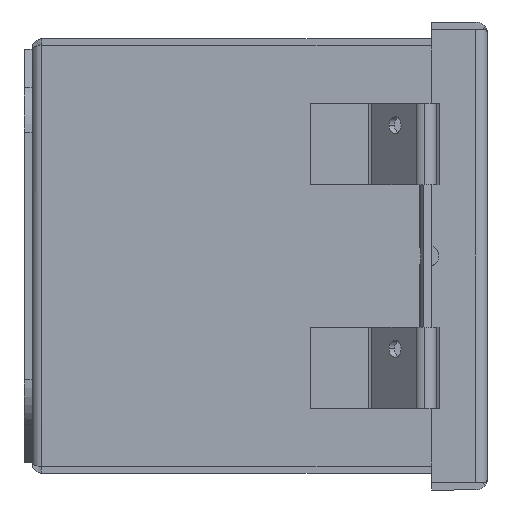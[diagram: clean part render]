
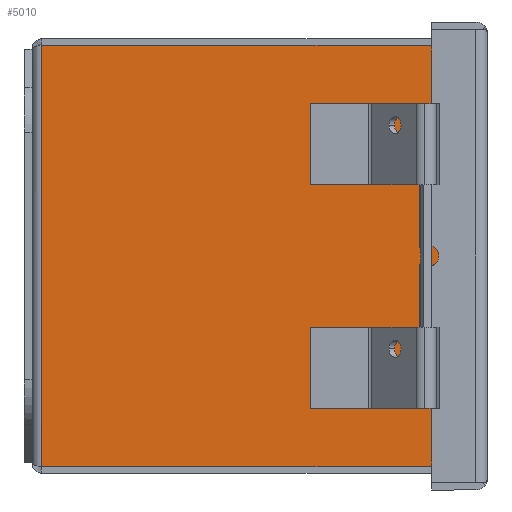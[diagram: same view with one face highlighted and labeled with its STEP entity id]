
A CAD part, front view. The second image highlights one B-rep face of the part: STEP entity #5010.
In plain terms, the highlighted face is planar.
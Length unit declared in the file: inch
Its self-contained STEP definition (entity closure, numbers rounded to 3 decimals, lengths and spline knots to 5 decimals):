
#111 = VERTEX_POINT ( 'NONE', #7021 ) ;
#682 = LINE ( 'NONE', #2781, #1596 ) ;
#911 = CIRCLE ( 'NONE', #5684, 0.188 ) ;
#1596 = VECTOR ( 'NONE', #16369, 39.37008 ) ;
#2028 = ORIENTED_EDGE ( 'NONE', *, *, #20385, .F. ) ;
#2392 = CIRCLE ( 'NONE', #10364, 0.188 ) ;
#2448 = VERTEX_POINT ( 'NONE', #10754 ) ;
#2781 = CARTESIAN_POINT ( 'NONE',  ( -1.94289, 0., -2. ) ) ;
#3221 = VECTOR ( 'NONE', #17330, 39.37008 ) ;
#4375 = VERTEX_POINT ( 'NONE', #14899 ) ;
#5010 = ADVANCED_FACE ( 'NONE', ( #17362 ), #8857, .F. ) ;
#5031 = CARTESIAN_POINT ( 'NONE',  ( -13.527, 0., -2. ) ) ;
#5684 = AXIS2_PLACEMENT_3D ( 'NONE', #17649, #5850, #21387 ) ;
#5850 = DIRECTION ( 'NONE',  ( 0., 0., 1. ) ) ;
#6030 = EDGE_CURVE ( 'NONE', #111, #20937, #9066, .T. ) ;
#6292 = DIRECTION ( 'NONE',  ( 0., 1., 0. ) ) ;
#6471 = CARTESIAN_POINT ( 'NONE',  ( 1.94289, 0., -2. ) ) ;
#6742 = VECTOR ( 'NONE', #6292, 39.37008 ) ;
#7021 = CARTESIAN_POINT ( 'NONE',  ( -1.93784, -3.914, -2. ) ) ;
#7921 = VECTOR ( 'NONE', #22089, 39.37008 ) ;
#8857 = PLANE ( 'NONE',  #22419 ) ;
#9023 = DIRECTION ( 'NONE',  ( 0., 0., 1. ) ) ;
#9025 = ORIENTED_EDGE ( 'NONE', *, *, #6030, .F. ) ;
#9066 = LINE ( 'NONE', #25031, #3221 ) ;
#9139 = CARTESIAN_POINT ( 'NONE',  ( -1.75489, -3.87074, -2. ) ) ;
#9160 = LINE ( 'NONE', #6471, #6742 ) ;
#9429 = LINE ( 'NONE', #22346, #7921 ) ;
#10005 = CARTESIAN_POINT ( 'NONE',  ( 1.94289, -0.086, -2. ) ) ;
#10364 = AXIS2_PLACEMENT_3D ( 'NONE', #9139, #13022, #24821 ) ;
#10754 = CARTESIAN_POINT ( 'NONE',  ( -1.94289, -3.87074, -2. ) ) ;
#11024 = DIRECTION ( 'NONE',  ( 1., 0., 0. ) ) ;
#13022 = DIRECTION ( 'NONE',  ( 0., 0., 1. ) ) ;
#13996 = ORIENTED_EDGE ( 'NONE', *, *, #19342, .F. ) ;
#14899 = CARTESIAN_POINT ( 'NONE',  ( 1.94289, -3.87074, -2. ) ) ;
#15013 = VERTEX_POINT ( 'NONE', #17790 ) ;
#15265 = CARTESIAN_POINT ( 'NONE',  ( 1.93784, -3.914, -2. ) ) ;
#16369 = DIRECTION ( 'NONE',  ( 0., -1., 0. ) ) ;
#17184 = EDGE_LOOP ( 'NONE', ( #19785, #9025, #20356, #13996, #2028, #25205 ) ) ;
#17330 = DIRECTION ( 'NONE',  ( 1., 0., 0. ) ) ;
#17362 = FACE_OUTER_BOUND ( 'NONE', #17184, .T. ) ;
#17531 = EDGE_CURVE ( 'NONE', #2448, #111, #2392, .T. ) ;
#17649 = CARTESIAN_POINT ( 'NONE',  ( 1.75489, -3.87074, -2. ) ) ;
#17723 = EDGE_CURVE ( 'NONE', #4375, #25433, #9160, .T. ) ;
#17790 = CARTESIAN_POINT ( 'NONE',  ( -1.94289, -0.086, -2. ) ) ;
#19342 = EDGE_CURVE ( 'NONE', #15013, #2448, #682, .T. ) ;
#19785 = ORIENTED_EDGE ( 'NONE', *, *, #19803, .F. ) ;
#19803 = EDGE_CURVE ( 'NONE', #20937, #4375, #911, .T. ) ;
#20356 = ORIENTED_EDGE ( 'NONE', *, *, #17531, .F. ) ;
#20385 = EDGE_CURVE ( 'NONE', #25433, #15013, #9429, .T. ) ;
#20937 = VERTEX_POINT ( 'NONE', #15265 ) ;
#21387 = DIRECTION ( 'NONE',  ( 1., 0., 0. ) ) ;
#22089 = DIRECTION ( 'NONE',  ( -1., 0., 0. ) ) ;
#22346 = CARTESIAN_POINT ( 'NONE',  ( 1.914, -0.086, -2. ) ) ;
#22419 = AXIS2_PLACEMENT_3D ( 'NONE', #5031, #9023, #11024 ) ;
#24821 = DIRECTION ( 'NONE',  ( 0., -1., 0. ) ) ;
#25031 = CARTESIAN_POINT ( 'NONE',  ( -13.527, -3.914, -2. ) ) ;
#25205 = ORIENTED_EDGE ( 'NONE', *, *, #17723, .F. ) ;
#25433 = VERTEX_POINT ( 'NONE', #10005 ) ;
